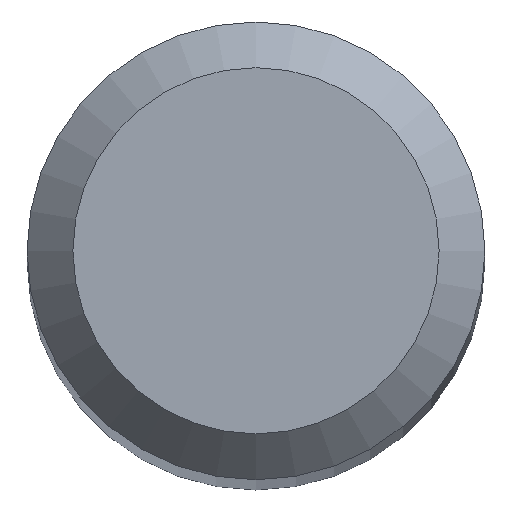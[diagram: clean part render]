
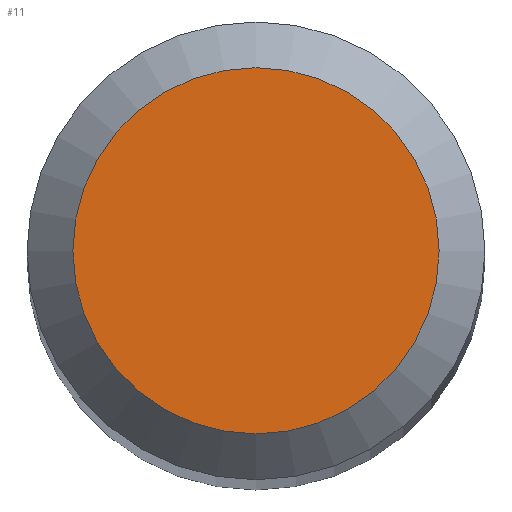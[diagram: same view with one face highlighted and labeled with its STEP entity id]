
A CAD part, top view. The second image highlights one B-rep face of the part: STEP entity #11.
In plain terms, the highlighted planar face has unit normal (0, 0, 1).
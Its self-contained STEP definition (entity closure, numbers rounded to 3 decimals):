
#3 = CARTESIAN_POINT ( 'NONE',  ( 0., 0.6, 30. ) ) ;
#4 = PLANE ( 'NONE',  #25 ) ;
#11 = ADVANCED_FACE ( 'NONE', ( #151 ), #4, .F. ) ;
#25 = AXIS2_PLACEMENT_3D ( 'NONE', #116, #94, #132 ) ;
#50 = DIRECTION ( 'NONE',  ( 0., 0., -1. ) ) ;
#53 = CARTESIAN_POINT ( 'NONE',  ( 0., 0., 30. ) ) ;
#55 = ORIENTED_EDGE ( 'NONE', *, *, #163, .F. ) ;
#75 = CIRCLE ( 'NONE', #206, 0.6 ) ;
#94 = DIRECTION ( 'NONE',  ( 0., 0., -1. ) ) ;
#110 = EDGE_LOOP ( 'NONE', ( #55 ) ) ;
#113 = VERTEX_POINT ( 'NONE', #3 ) ;
#116 = CARTESIAN_POINT ( 'NONE',  ( 0., 0., 30. ) ) ;
#132 = DIRECTION ( 'NONE',  ( 0., 1., 0. ) ) ;
#151 = FACE_OUTER_BOUND ( 'NONE', #110, .T. ) ;
#163 = EDGE_CURVE ( 'NONE', #113, #113, #75, .T. ) ;
#183 = DIRECTION ( 'NONE',  ( 0., 1., 0. ) ) ;
#206 = AXIS2_PLACEMENT_3D ( 'NONE', #53, #50, #183 ) ;
